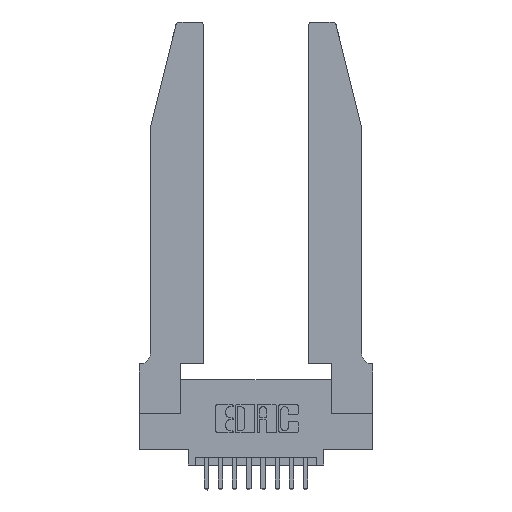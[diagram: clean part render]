
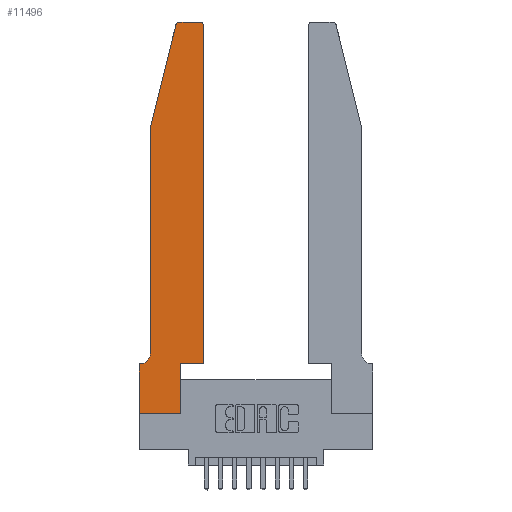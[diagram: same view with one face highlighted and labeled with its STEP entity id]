
A CAD part, top view. The second image highlights one B-rep face of the part: STEP entity #11496.
In plain terms, the highlighted planar face has unit normal (0, 0, 1).
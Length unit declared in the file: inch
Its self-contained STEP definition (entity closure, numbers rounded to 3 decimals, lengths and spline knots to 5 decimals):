
#250 = AXIS2_PLACEMENT_3D ( 'NONE', #14135, #1609, #9061 ) ;
#261 = DIRECTION ( 'NONE',  ( 0., 0., 1. ) ) ;
#378 = ORIENTED_EDGE ( 'NONE', *, *, #2520, .T. ) ;
#571 = VECTOR ( 'NONE', #6558, 39.37008 ) ;
#701 = LINE ( 'NONE', #779, #15301 ) ;
#779 = CARTESIAN_POINT ( 'NONE',  ( 0.2605, 2.75, 0.37 ) ) ;
#934 = EDGE_LOOP ( 'NONE', ( #1176, #1130, #4638, #12066, #10816, #2239, #12276, #10266, #12150, #9348, #378, #7642 ) ) ;
#1130 = ORIENTED_EDGE ( 'NONE', *, *, #10825, .T. ) ;
#1176 = ORIENTED_EDGE ( 'NONE', *, *, #13485, .T. ) ;
#1250 = VECTOR ( 'NONE', #4181, 39.37008 ) ;
#1500 = LINE ( 'NONE', #3779, #14216 ) ;
#1609 = DIRECTION ( 'NONE',  ( 0., 0., -1. ) ) ;
#1842 = LINE ( 'NONE', #10833, #8050 ) ;
#1898 = EDGE_CURVE ( 'NONE', #8175, #6342, #13399, .T. ) ;
#2190 = LINE ( 'NONE', #10968, #11633 ) ;
#2239 = ORIENTED_EDGE ( 'NONE', *, *, #15137, .T. ) ;
#2423 = CARTESIAN_POINT ( 'NONE',  ( 0.25487, 2.72718, 0.37 ) ) ;
#2448 = DIRECTION ( 'NONE',  ( 1., 0., 0. ) ) ;
#2480 = LINE ( 'NONE', #10252, #571 ) ;
#2483 = VECTOR ( 'NONE', #6735, 39.37008 ) ;
#2520 = EDGE_CURVE ( 'NONE', #7750, #12910, #4719, .T. ) ;
#2976 = VERTEX_POINT ( 'NONE', #8493 ) ;
#3009 = CARTESIAN_POINT ( 'NONE',  ( 0.4505, 0.35, 0.37 ) ) ;
#3145 = CARTESIAN_POINT ( 'NONE',  ( 0.4205, 2.72, 0.37 ) ) ;
#3650 = EDGE_CURVE ( 'NONE', #14593, #8364, #2190, .T. ) ;
#3719 = DIRECTION ( 'NONE',  ( 0., -1., 0. ) ) ;
#3779 = CARTESIAN_POINT ( 'NONE',  ( 0., 0., 0.37 ) ) ;
#3893 = CARTESIAN_POINT ( 'NONE',  ( 0.284, 2.72, 0.37 ) ) ;
#4181 = DIRECTION ( 'NONE',  ( 0., 1., 0. ) ) ;
#4360 = CARTESIAN_POINT ( 'NONE',  ( 0.0755, 0.42, 0.37 ) ) ;
#4364 = DIRECTION ( 'NONE',  ( 1., 0., 0. ) ) ;
#4638 = ORIENTED_EDGE ( 'NONE', *, *, #3650, .T. ) ;
#4641 = AXIS2_PLACEMENT_3D ( 'NONE', #5293, #13947, #9146 ) ;
#4719 = LINE ( 'NONE', #3009, #1250 ) ;
#4767 = DIRECTION ( 'NONE',  ( -1., 0., 0. ) ) ;
#4768 = DIRECTION ( 'NONE',  ( -0.239, -0.971, 0. ) ) ;
#4894 = CARTESIAN_POINT ( 'NONE',  ( 0., 0., 0.37 ) ) ;
#4919 = EDGE_CURVE ( 'NONE', #12910, #2976, #6799, .T. ) ;
#5054 = VECTOR ( 'NONE', #3719, 39.37008 ) ;
#5293 = CARTESIAN_POINT ( 'NONE',  ( 0., 0.35, 0.37 ) ) ;
#5703 = DIRECTION ( 'NONE',  ( -1., 0., 0. ) ) ;
#5707 = CARTESIAN_POINT ( 'NONE',  ( 0.2865, 0.35, 0.37 ) ) ;
#5828 = CARTESIAN_POINT ( 'NONE',  ( 0.4505, 0.35, 0.37 ) ) ;
#6023 = EDGE_CURVE ( 'NONE', #8364, #10249, #14043, .T. ) ;
#6342 = VERTEX_POINT ( 'NONE', #7696 ) ;
#6467 = VERTEX_POINT ( 'NONE', #15051 ) ;
#6473 = AXIS2_PLACEMENT_3D ( 'NONE', #3145, #9367, #4364 ) ;
#6558 = DIRECTION ( 'NONE',  ( 1., 0., 0. ) ) ;
#6735 = DIRECTION ( 'NONE',  ( 0., -1., 0. ) ) ;
#6799 = CIRCLE ( 'NONE', #6473, 0.03 ) ;
#6940 = EDGE_CURVE ( 'NONE', #13606, #8175, #1500, .T. ) ;
#7058 = AXIS2_PLACEMENT_3D ( 'NONE', #3893, #261, #2448 ) ;
#7522 = CARTESIAN_POINT ( 'NONE',  ( 0.0755, 2., 0.37 ) ) ;
#7642 = ORIENTED_EDGE ( 'NONE', *, *, #4919, .T. ) ;
#7696 = CARTESIAN_POINT ( 'NONE',  ( 0.2865, 0.35, 0.37 ) ) ;
#7750 = VERTEX_POINT ( 'NONE', #5828 ) ;
#7773 = CARTESIAN_POINT ( 'NONE',  ( 0.2865, 0., 0.37 ) ) ;
#8050 = VECTOR ( 'NONE', #4767, 39.37008 ) ;
#8175 = VERTEX_POINT ( 'NONE', #7773 ) ;
#8364 = VERTEX_POINT ( 'NONE', #7522 ) ;
#8423 = CARTESIAN_POINT ( 'NONE',  ( 0.4505, 2.72, 0.37 ) ) ;
#8493 = CARTESIAN_POINT ( 'NONE',  ( 0.4205, 2.75, 0.37 ) ) ;
#9061 = DIRECTION ( 'NONE',  ( -1., 0., 0. ) ) ;
#9146 = DIRECTION ( 'NONE',  ( 1., 0., 0. ) ) ;
#9348 = ORIENTED_EDGE ( 'NONE', *, *, #11539, .T. ) ;
#9367 = DIRECTION ( 'NONE',  ( 0., 0., 1. ) ) ;
#9585 = EDGE_CURVE ( 'NONE', #6467, #13606, #12383, .T. ) ;
#10249 = VERTEX_POINT ( 'NONE', #4360 ) ;
#10252 = CARTESIAN_POINT ( 'NONE',  ( 0.4505, 0.35, 0.37 ) ) ;
#10266 = ORIENTED_EDGE ( 'NONE', *, *, #6940, .T. ) ;
#10331 = CIRCLE ( 'NONE', #250, 0.07 ) ;
#10816 = ORIENTED_EDGE ( 'NONE', *, *, #13841, .T. ) ;
#10825 = EDGE_CURVE ( 'NONE', #14442, #14593, #11575, .T. ) ;
#10833 = CARTESIAN_POINT ( 'NONE',  ( 0.0755, 0.35, 0.37 ) ) ;
#10968 = CARTESIAN_POINT ( 'NONE',  ( 0.0755, 2., 0.37 ) ) ;
#11104 = CARTESIAN_POINT ( 'NONE',  ( 0., 0., 0.37 ) ) ;
#11427 = PLANE ( 'NONE',  #4641 ) ;
#11496 = ADVANCED_FACE ( 'NONE', ( #11747 ), #11427, .T. ) ;
#11539 = EDGE_CURVE ( 'NONE', #6342, #7750, #2480, .T. ) ;
#11575 = CIRCLE ( 'NONE', #7058, 0.03 ) ;
#11633 = VECTOR ( 'NONE', #4768, 39.37008 ) ;
#11747 = FACE_OUTER_BOUND ( 'NONE', #934, .T. ) ;
#11784 = VERTEX_POINT ( 'NONE', #12300 ) ;
#11845 = VECTOR ( 'NONE', #12956, 39.37008 ) ;
#12066 = ORIENTED_EDGE ( 'NONE', *, *, #6023, .T. ) ;
#12150 = ORIENTED_EDGE ( 'NONE', *, *, #1898, .T. ) ;
#12276 = ORIENTED_EDGE ( 'NONE', *, *, #9585, .T. ) ;
#12300 = CARTESIAN_POINT ( 'NONE',  ( 0.0055, 0.35, 0.37 ) ) ;
#12383 = LINE ( 'NONE', #11104, #5054 ) ;
#12834 = CARTESIAN_POINT ( 'NONE',  ( 0.0755, 2., 0.37 ) ) ;
#12910 = VERTEX_POINT ( 'NONE', #8423 ) ;
#12956 = DIRECTION ( 'NONE',  ( 0., 1., 0. ) ) ;
#13399 = LINE ( 'NONE', #5707, #11845 ) ;
#13485 = EDGE_CURVE ( 'NONE', #2976, #14442, #701, .T. ) ;
#13606 = VERTEX_POINT ( 'NONE', #4894 ) ;
#13702 = DIRECTION ( 'NONE',  ( 1., 0., 0. ) ) ;
#13795 = CARTESIAN_POINT ( 'NONE',  ( 0.284, 2.75, 0.37 ) ) ;
#13841 = EDGE_CURVE ( 'NONE', #10249, #11784, #10331, .T. ) ;
#13947 = DIRECTION ( 'NONE',  ( 0., 0., 1. ) ) ;
#14043 = LINE ( 'NONE', #12834, #2483 ) ;
#14135 = CARTESIAN_POINT ( 'NONE',  ( 0.0055, 0.42, 0.37 ) ) ;
#14216 = VECTOR ( 'NONE', #13702, 39.37008 ) ;
#14442 = VERTEX_POINT ( 'NONE', #13795 ) ;
#14593 = VERTEX_POINT ( 'NONE', #2423 ) ;
#15051 = CARTESIAN_POINT ( 'NONE',  ( 0., 0.35, 0.37 ) ) ;
#15137 = EDGE_CURVE ( 'NONE', #11784, #6467, #1842, .T. ) ;
#15301 = VECTOR ( 'NONE', #5703, 39.37008 ) ;
